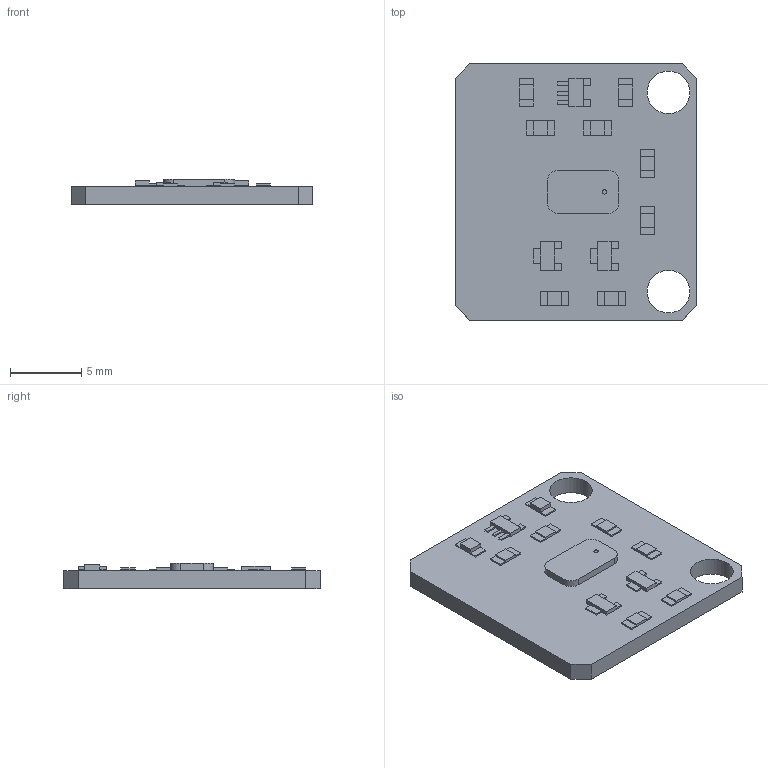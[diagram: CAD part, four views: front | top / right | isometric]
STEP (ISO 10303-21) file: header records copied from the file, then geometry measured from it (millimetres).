
FILE_DESCRIPTION(/* description */ (''),/* implementation_level */ '2;1');
FILE_NAME(/* name */ 'MPL3115A2.step',/* time_stamp */ '2020-12-16T21:58:48+01:00',/* author */ (''),/* organization */ (''),/* preprocessor_version */ 'ST-DEVELOPER v18.1',/* originating_system */ 'Autodesk Translation Framework v9.7.1.1290',/* authorisation */ '');
FILE_SCHEMA (('AUTOMOTIVE_DESIGN { 1 0 10303 214 3 1 1 }'));
Length unit declared in the file: millimetre
Products named in the file (1): MPL3115A2
Bounding box: 17 x 18 x 1.77 mm (x, y, z)
Volume: 380.3 mm3; surface area: 797 mm2
Topology: 40 solids, 40 shells, 252 faces, 513 edges, 342 vertices
Faces by surface type: plane 245, cylinder 7
Full cylindrical faces by diameter (mm): 0.3 x1, 3 x2
Entity records: 6501 total; most frequent: CARTESIAN_POINT 1108, DIRECTION 1033, ORIENTED_EDGE 1026, EDGE_CURVE 513, LINE 499, VECTOR 499, VERTEX_POINT 342, AXIS2_PLACEMENT_3D 267
